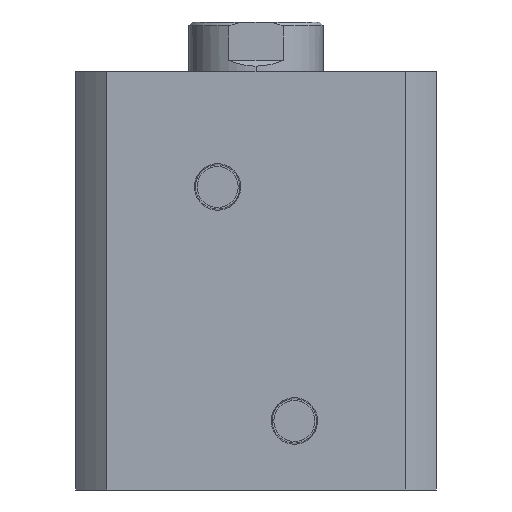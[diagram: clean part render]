
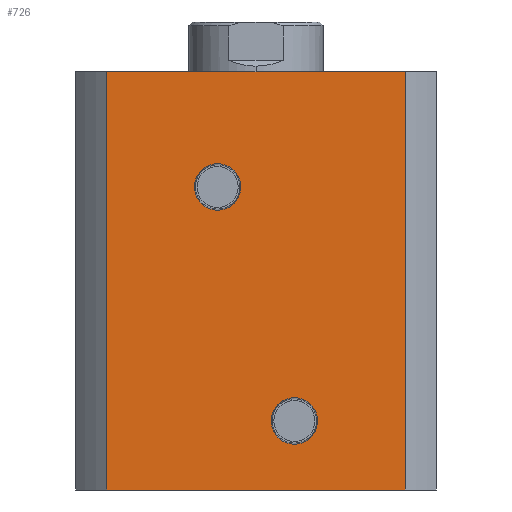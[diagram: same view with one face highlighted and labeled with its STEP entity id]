
A CAD part, left-side view. The second image highlights one B-rep face of the part: STEP entity #726.
In plain terms, the highlighted planar face has unit normal (-1, 0, 0).
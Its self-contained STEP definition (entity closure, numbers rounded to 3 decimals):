
#210 = CARTESIAN_POINT ( 'NONE',  ( -47., 10., 72.94 ) ) ;
#278 = CARTESIAN_POINT ( 'NONE',  ( -47., 10., 79. ) ) ;
#279 = DIRECTION ( 'NONE',  ( -1., 0., 0. ) ) ;
#280 = DIRECTION ( 'NONE',  ( 0., 0., 1. ) ) ;
#392 = CARTESIAN_POINT ( 'NONE',  ( -47., 0., 109. ) ) ;
#393 = DIRECTION ( 'NONE',  ( 0., -1., 0. ) ) ;
#447 = AXIS2_PLACEMENT_3D ( 'NONE', #278, #279, #280 ) ;
#531 = AXIS2_PLACEMENT_3D ( 'NONE', #2901, #2902, #2903 ) ;
#544 = EDGE_CURVE ( 'NONE', #3444, #3416, #1373, .T. ) ;
#569 = AXIS2_PLACEMENT_3D ( 'NONE', #832, #833, #834 ) ;
#585 = AXIS2_PLACEMENT_3D ( 'NONE', #2283, #2284, #2285 ) ;
#638 = EDGE_CURVE ( 'NONE', #1062, #1127, #1390, .T. ) ;
#650 = AXIS2_PLACEMENT_3D ( 'NONE', #1540, #1537, #1544 ) ;
#726 = ADVANCED_FACE ( 'NONE', ( #3303, #3307, #3304 ), #1542, .F. ) ;
#790 = DIRECTION ( 'NONE',  ( 0., 0., -1. ) ) ;
#793 = CARTESIAN_POINT ( 'NONE',  ( -47., -38.884, 109. ) ) ;
#832 = CARTESIAN_POINT ( 'NONE',  ( -47., -10., 18. ) ) ;
#833 = DIRECTION ( 'NONE',  ( -1., 0., 0. ) ) ;
#834 = DIRECTION ( 'NONE',  ( 0., 0., 1. ) ) ;
#959 = CARTESIAN_POINT ( 'NONE',  ( -47., 38.884, 109. ) ) ;
#960 = DIRECTION ( 'NONE',  ( 0., 0., -1. ) ) ;
#970 = CARTESIAN_POINT ( 'NONE',  ( -47., -38.884, 0. ) ) ;
#992 = CARTESIAN_POINT ( 'NONE',  ( -47., 38.884, 0. ) ) ;
#1005 = CARTESIAN_POINT ( 'NONE',  ( -47., -38.884, 109. ) ) ;
#1010 = CARTESIAN_POINT ( 'NONE',  ( -47., 38.884, 109. ) ) ;
#1054 = VERTEX_POINT ( 'NONE', #1673 ) ;
#1062 = VERTEX_POINT ( 'NONE', #1681 ) ;
#1070 = VERTEX_POINT ( 'NONE', #1689 ) ;
#1127 = VERTEX_POINT ( 'NONE', #210 ) ;
#1236 = EDGE_LOOP ( 'NONE', ( #1516, #1282 ) ) ;
#1282 = ORIENTED_EDGE ( 'NONE', *, *, #3044, .F. ) ;
#1301 = ORIENTED_EDGE ( 'NONE', *, *, #3268, .T. ) ;
#1373 = LINE ( 'NONE', #2258, #1376 ) ;
#1376 = VECTOR ( 'NONE', #2259, 1000. ) ;
#1390 = CIRCLE ( 'NONE', #585, 6.06 ) ;
#1494 = ORIENTED_EDGE ( 'NONE', *, *, #3064, .F. ) ;
#1500 = ORIENTED_EDGE ( 'NONE', *, *, #3078, .F. ) ;
#1516 = ORIENTED_EDGE ( 'NONE', *, *, #638, .F. ) ;
#1537 = DIRECTION ( 'NONE',  ( 1., 0., 0. ) ) ;
#1540 = CARTESIAN_POINT ( 'NONE',  ( -47., 0., 109. ) ) ;
#1542 = PLANE ( 'NONE',  #650 ) ;
#1544 = DIRECTION ( 'NONE',  ( 0., 1., 0. ) ) ;
#1673 = CARTESIAN_POINT ( 'NONE',  ( -47., -10., 24.06 ) ) ;
#1681 = CARTESIAN_POINT ( 'NONE',  ( -47., 10., 85.06 ) ) ;
#1689 = CARTESIAN_POINT ( 'NONE',  ( -47., -10., 11.94 ) ) ;
#1898 = CIRCLE ( 'NONE', #447, 6.06 ) ;
#1926 = LINE ( 'NONE', #793, #1928 ) ;
#1928 = VECTOR ( 'NONE', #790, 1000. ) ;
#1946 = CIRCLE ( 'NONE', #569, 6.06 ) ;
#2019 = CIRCLE ( 'NONE', #531, 6.06 ) ;
#2230 = ORIENTED_EDGE ( 'NONE', *, *, #3127, .F. ) ;
#2258 = CARTESIAN_POINT ( 'NONE',  ( -47., 0., 0. ) ) ;
#2259 = DIRECTION ( 'NONE',  ( 0., -1., 0. ) ) ;
#2283 = CARTESIAN_POINT ( 'NONE',  ( -47., 10., 79. ) ) ;
#2284 = DIRECTION ( 'NONE',  ( -1., 0., 0. ) ) ;
#2285 = DIRECTION ( 'NONE',  ( 0., 0., 1. ) ) ;
#2414 = ORIENTED_EDGE ( 'NONE', *, *, #544, .T. ) ;
#2430 = ORIENTED_EDGE ( 'NONE', *, *, #3221, .F. ) ;
#2901 = CARTESIAN_POINT ( 'NONE',  ( -47., -10., 18. ) ) ;
#2902 = DIRECTION ( 'NONE',  ( -1., 0., 0. ) ) ;
#2903 = DIRECTION ( 'NONE',  ( 0., 0., 1. ) ) ;
#3044 = EDGE_CURVE ( 'NONE', #1127, #1062, #1898, .T. ) ;
#3064 = EDGE_CURVE ( 'NONE', #3460, #3416, #1926, .T. ) ;
#3078 = EDGE_CURVE ( 'NONE', #1070, #1054, #1946, .T. ) ;
#3127 = EDGE_CURVE ( 'NONE', #1054, #1070, #2019, .T. ) ;
#3221 = EDGE_CURVE ( 'NONE', #3465, #3460, #3613, .T. ) ;
#3268 = EDGE_CURVE ( 'NONE', #3465, #3444, #3688, .T. ) ;
#3303 = FACE_BOUND ( 'NONE', #1236, .T. ) ;
#3304 = FACE_OUTER_BOUND ( 'NONE', #3442, .T. ) ;
#3307 = FACE_BOUND ( 'NONE', #3430, .T. ) ;
#3416 = VERTEX_POINT ( 'NONE', #970 ) ;
#3430 = EDGE_LOOP ( 'NONE', ( #2230, #1500 ) ) ;
#3442 = EDGE_LOOP ( 'NONE', ( #2414, #1494, #2430, #1301 ) ) ;
#3444 = VERTEX_POINT ( 'NONE', #992 ) ;
#3460 = VERTEX_POINT ( 'NONE', #1005 ) ;
#3465 = VERTEX_POINT ( 'NONE', #1010 ) ;
#3613 = LINE ( 'NONE', #392, #3614 ) ;
#3614 = VECTOR ( 'NONE', #393, 1000. ) ;
#3688 = LINE ( 'NONE', #959, #3690 ) ;
#3690 = VECTOR ( 'NONE', #960, 1000. ) ;
